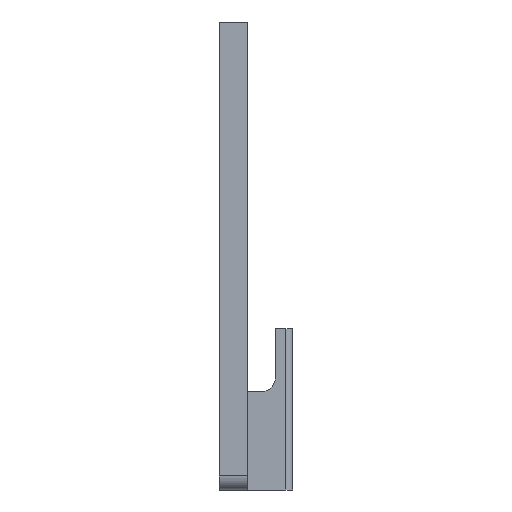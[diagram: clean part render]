
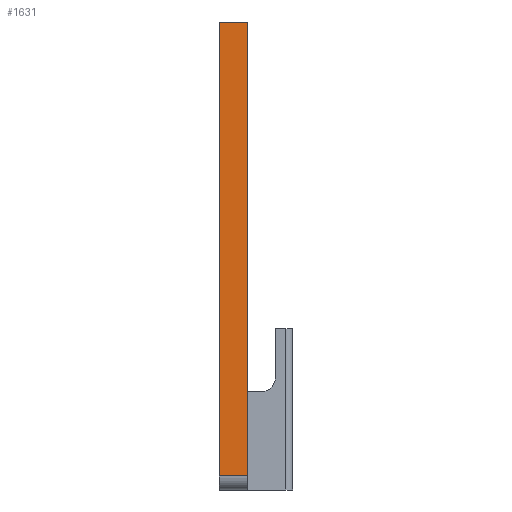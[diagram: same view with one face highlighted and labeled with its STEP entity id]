
A CAD part, left-side view. The second image highlights one B-rep face of the part: STEP entity #1631.
In plain terms, the highlighted planar face has unit normal (-1, 0, 0).
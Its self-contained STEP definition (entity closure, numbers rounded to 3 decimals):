
#32=CARTESIAN_POINT('',(-1145.6,-96.,208.08));
#33=VERTEX_POINT('',#32);
#34=CARTESIAN_POINT('',(-1145.6,-100.,208.08));
#35=VERTEX_POINT('',#34);
#36=CARTESIAN_POINT('',(-1145.6,-96.,208.08));
#37=DIRECTION('',(0.,-1.,0.));
#38=VECTOR('',#37,4.);
#39=LINE('',#36,#38);
#40=EDGE_CURVE('',#33,#35,#39,.T.);
#1343=CARTESIAN_POINT('',(-1145.6,-96.,143.355));
#1344=VERTEX_POINT('',#1343);
#1345=CARTESIAN_POINT('',(-1145.6,-96.,208.08));
#1346=DIRECTION('',(0.,0.,-1.));
#1347=VECTOR('',#1346,64.725);
#1348=LINE('',#1345,#1347);
#1349=EDGE_CURVE('',#33,#1344,#1348,.T.);
#1608=CARTESIAN_POINT('',(-1145.6,-99.,241.475));
#1609=DIRECTION('',(-1.,-0.,0.));
#1610=DIRECTION('',(-0.,1.,0.));
#1611=AXIS2_PLACEMENT_3D('',#1608,#1609,#1610);
#1612=PLANE('',#1611);
#1613=ORIENTED_EDGE('',*,*,#1349,.T.);
#1614=CARTESIAN_POINT('',(-1145.6,-100.,143.355));
#1615=VERTEX_POINT('',#1614);
#1616=CARTESIAN_POINT('',(-1145.6,-100.,143.355));
#1617=DIRECTION('',(-0.,1.,0.));
#1618=VECTOR('',#1617,4.);
#1619=LINE('',#1616,#1618);
#1620=EDGE_CURVE('',#1615,#1344,#1619,.T.);
#1621=ORIENTED_EDGE('',*,*,#1620,.F.);
#1622=CARTESIAN_POINT('',(-1145.6,-100.,208.08));
#1623=DIRECTION('',(0.,0.,-1.));
#1624=VECTOR('',#1623,64.725);
#1625=LINE('',#1622,#1624);
#1626=EDGE_CURVE('',#35,#1615,#1625,.T.);
#1627=ORIENTED_EDGE('',*,*,#1626,.F.);
#1628=ORIENTED_EDGE('',*,*,#40,.F.);
#1629=EDGE_LOOP('',(#1613,#1621,#1627,#1628));
#1630=FACE_BOUND('',#1629,.T.);
#1631=ADVANCED_FACE('',(#1630),#1612,.T.);
